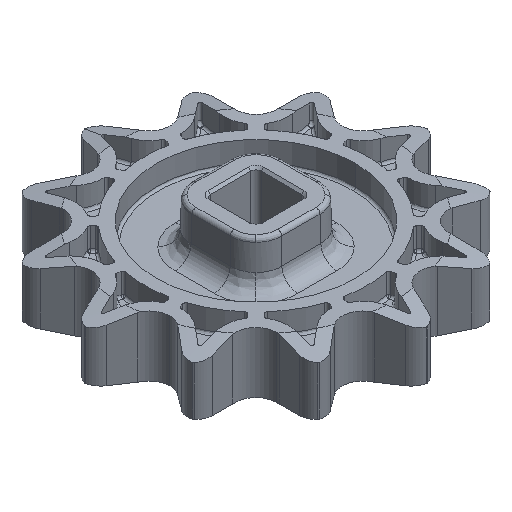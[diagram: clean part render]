
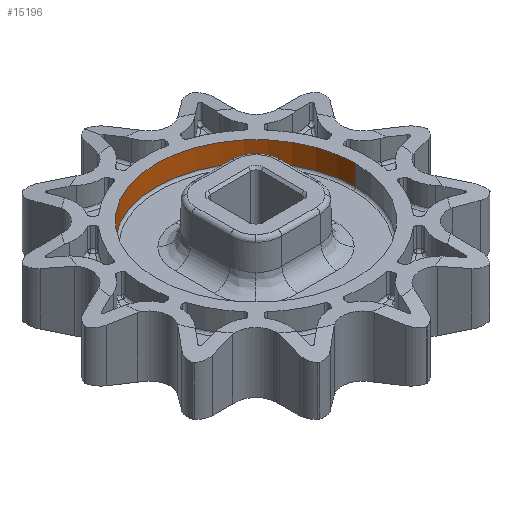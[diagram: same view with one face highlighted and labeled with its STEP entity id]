
A CAD part, isometric view. The second image highlights one B-rep face of the part: STEP entity #15196.
In plain terms, the highlighted cylindrical face has radius 12.5 mm (diameter 25 mm), a partial arc.
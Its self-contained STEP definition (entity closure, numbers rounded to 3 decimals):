
#658 = CARTESIAN_POINT ( 'NONE',  ( -12.5, 0., 3.81 ) ) ;
#783 = EDGE_CURVE ( 'NONE', #36516, #36649, #22966, .T. ) ;
#877 = LINE ( 'NONE', #32745, #35000 ) ;
#6283 = DIRECTION ( 'NONE',  ( -1., 0., 0. ) ) ;
#7612 = FACE_OUTER_BOUND ( 'NONE', #28202, .T. ) ;
#8253 = AXIS2_PLACEMENT_3D ( 'NONE', #9367, #25817, #6283 ) ;
#8972 = AXIS2_PLACEMENT_3D ( 'NONE', #15745, #26157, #35210 ) ;
#9367 = CARTESIAN_POINT ( 'NONE',  ( 0., 0., 3.81 ) ) ;
#9452 = CIRCLE ( 'NONE', #8253, 12.5 ) ;
#10526 = CARTESIAN_POINT ( 'NONE',  ( -12.5, 0., 1.3 ) ) ;
#11534 = VERTEX_POINT ( 'NONE', #658 ) ;
#11933 = AXIS2_PLACEMENT_3D ( 'NONE', #15149, #34973, #29489 ) ;
#13842 = ORIENTED_EDGE ( 'NONE', *, *, #33307, .T. ) ;
#15149 = CARTESIAN_POINT ( 'NONE',  ( 0., 0., 1.3 ) ) ;
#15192 = CARTESIAN_POINT ( 'NONE',  ( 12.5, 0., 3.81 ) ) ;
#15196 = ADVANCED_FACE ( 'NONE', ( #7612 ), #35076, .F. ) ;
#15745 = CARTESIAN_POINT ( 'NONE',  ( 0., 0., 1. ) ) ;
#19912 = VERTEX_POINT ( 'NONE', #15192 ) ;
#21549 = LINE ( 'NONE', #23137, #36673 ) ;
#22424 = ORIENTED_EDGE ( 'NONE', *, *, #29523, .T. ) ;
#22966 = CIRCLE ( 'NONE', #11933, 12.5 ) ;
#23137 = CARTESIAN_POINT ( 'NONE',  ( -12.5, 0., 1. ) ) ;
#24174 = EDGE_CURVE ( 'NONE', #11534, #19912, #9452, .T. ) ;
#24311 = DIRECTION ( 'NONE',  ( 0., 0., 1. ) ) ;
#25444 = ORIENTED_EDGE ( 'NONE', *, *, #783, .T. ) ;
#25817 = DIRECTION ( 'NONE',  ( 0., 0., -1. ) ) ;
#26157 = DIRECTION ( 'NONE',  ( 0., 0., -1. ) ) ;
#28202 = EDGE_LOOP ( 'NONE', ( #31246, #22424, #25444, #13842 ) ) ;
#29489 = DIRECTION ( 'NONE',  ( -1., -0.008, 0. ) ) ;
#29523 = EDGE_CURVE ( 'NONE', #11534, #36516, #21549, .T. ) ;
#31246 = ORIENTED_EDGE ( 'NONE', *, *, #24174, .F. ) ;
#32191 = DIRECTION ( 'NONE',  ( 0., 0., -1. ) ) ;
#32745 = CARTESIAN_POINT ( 'NONE',  ( 12.5, 0., 1. ) ) ;
#33307 = EDGE_CURVE ( 'NONE', #36649, #19912, #877, .T. ) ;
#33555 = CARTESIAN_POINT ( 'NONE',  ( 12.5, 0., 1.3 ) ) ;
#34973 = DIRECTION ( 'NONE',  ( 0., 0., -1. ) ) ;
#35000 = VECTOR ( 'NONE', #24311, 1000. ) ;
#35076 = CYLINDRICAL_SURFACE ( 'NONE', #8972, 12.5 ) ;
#35210 = DIRECTION ( 'NONE',  ( -1., 0., 0. ) ) ;
#36516 = VERTEX_POINT ( 'NONE', #10526 ) ;
#36649 = VERTEX_POINT ( 'NONE', #33555 ) ;
#36673 = VECTOR ( 'NONE', #32191, 1000. ) ;
